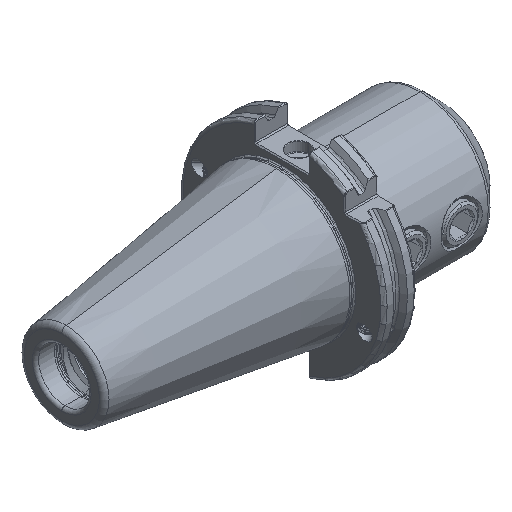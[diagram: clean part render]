
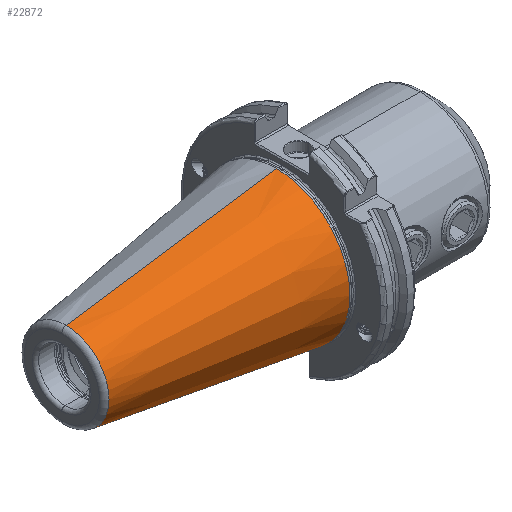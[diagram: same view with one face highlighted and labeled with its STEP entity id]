
A CAD part, isometric view. The second image highlights one B-rep face of the part: STEP entity #22872.
In plain terms, the highlighted conical face has half-angle 8.297 degrees and reference radius 35.392 mm.
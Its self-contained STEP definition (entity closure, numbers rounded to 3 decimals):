
#6003 = AXIS2_PLACEMENT_3D ( 'NONE', #18169, #18189, #18185 ) ;
#6570 = VERTEX_POINT ( 'NONE', #40148 ) ;
#6593 = VERTEX_POINT ( 'NONE', #40095 ) ;
#6627 = VERTEX_POINT ( 'NONE', #39543 ) ;
#6633 = VERTEX_POINT ( 'NONE', #31294 ) ;
#6635 = VERTEX_POINT ( 'NONE', #31278 ) ;
#12273 = ORIENTED_EDGE ( 'NONE', *, *, #32991, .F. ) ;
#12379 = ORIENTED_EDGE ( 'NONE', *, *, #32905, .T. ) ;
#12397 = ORIENTED_EDGE ( 'NONE', *, *, #32890, .F. ) ;
#12401 = ORIENTED_EDGE ( 'NONE', *, *, #34740, .F. ) ;
#12436 = ORIENTED_EDGE ( 'NONE', *, *, #34731, .T. ) ;
#16333 = FACE_OUTER_BOUND ( 'NONE', #21220, .T. ) ;
#16357 = CONICAL_SURFACE ( 'NONE', #6003, 35.392, 0.145 ) ;
#18169 = CARTESIAN_POINT ( 'NONE',  ( 0., 0., 0. ) ) ;
#18185 = DIRECTION ( 'NONE',  ( 0., 0., -1. ) ) ;
#18189 = DIRECTION ( 'NONE',  ( 1., 0., 0. ) ) ;
#19927 = CARTESIAN_POINT ( 'NONE',  ( 0., 0., -35.392 ) ) ;
#19928 = DIRECTION ( 'NONE',  ( 0.99, 0., -0.144 ) ) ;
#21220 = EDGE_LOOP ( 'NONE', ( #12273, #12436, #12379, #12401, #12397 ) ) ;
#22004 = CARTESIAN_POINT ( 'NONE',  ( -2.5, 0., 0. ) ) ;
#22018 = DIRECTION ( 'NONE',  ( 0., 1., 0. ) ) ;
#22067 = DIRECTION ( 'NONE',  ( 1., 0., 0. ) ) ;
#22872 = ADVANCED_FACE ( 'NONE', ( #16333 ), #16357, .T. ) ;
#29210 = VECTOR ( 'NONE', #19928, 1000. ) ;
#29245 = LINE ( 'NONE', #19927, #29210 ) ;
#29252 = CIRCLE ( 'NONE', #36711, 35.027 ) ;
#29314 = VECTOR ( 'NONE', #37889, 1000. ) ;
#29356 = LINE ( 'NONE', #37884, #29314 ) ;
#30167 = CIRCLE ( 'NONE', #35475, 20.399 ) ;
#30218 = CIRCLE ( 'NONE', #35512, 35.027 ) ;
#31278 = CARTESIAN_POINT ( 'NONE',  ( -2.5, -35.027, 0. ) ) ;
#31294 = CARTESIAN_POINT ( 'NONE',  ( -102.811, 0., 20.399 ) ) ;
#32890 = EDGE_CURVE ( 'NONE', #6593, #6635, #29252, .T. ) ;
#32905 = EDGE_CURVE ( 'NONE', #6570, #6627, #29245, .T. ) ;
#32991 = EDGE_CURVE ( 'NONE', #6633, #6593, #29356, .T. ) ;
#34731 = EDGE_CURVE ( 'NONE', #6633, #6570, #30167, .T. ) ;
#34740 = EDGE_CURVE ( 'NONE', #6635, #6627, #30218, .T. ) ;
#35475 = AXIS2_PLACEMENT_3D ( 'NONE', #41225, #41235, #41234 ) ;
#35512 = AXIS2_PLACEMENT_3D ( 'NONE', #41316, #41296, #41262 ) ;
#36711 = AXIS2_PLACEMENT_3D ( 'NONE', #22004, #22067, #22018 ) ;
#37884 = CARTESIAN_POINT ( 'NONE',  ( 0., 0., 35.392 ) ) ;
#37889 = DIRECTION ( 'NONE',  ( 0.99, 0., 0.144 ) ) ;
#39543 = CARTESIAN_POINT ( 'NONE',  ( -2.5, 0., -35.027 ) ) ;
#40095 = CARTESIAN_POINT ( 'NONE',  ( -2.5, 0., 35.027 ) ) ;
#40148 = CARTESIAN_POINT ( 'NONE',  ( -102.811, 0., -20.399 ) ) ;
#41225 = CARTESIAN_POINT ( 'NONE',  ( -102.811, 0., 0. ) ) ;
#41234 = DIRECTION ( 'NONE',  ( 0., 0., 1. ) ) ;
#41235 = DIRECTION ( 'NONE',  ( 1., 0., 0. ) ) ;
#41262 = DIRECTION ( 'NONE',  ( 0., 1., 0. ) ) ;
#41296 = DIRECTION ( 'NONE',  ( 1., 0., 0. ) ) ;
#41316 = CARTESIAN_POINT ( 'NONE',  ( -2.5, 0., 0. ) ) ;
